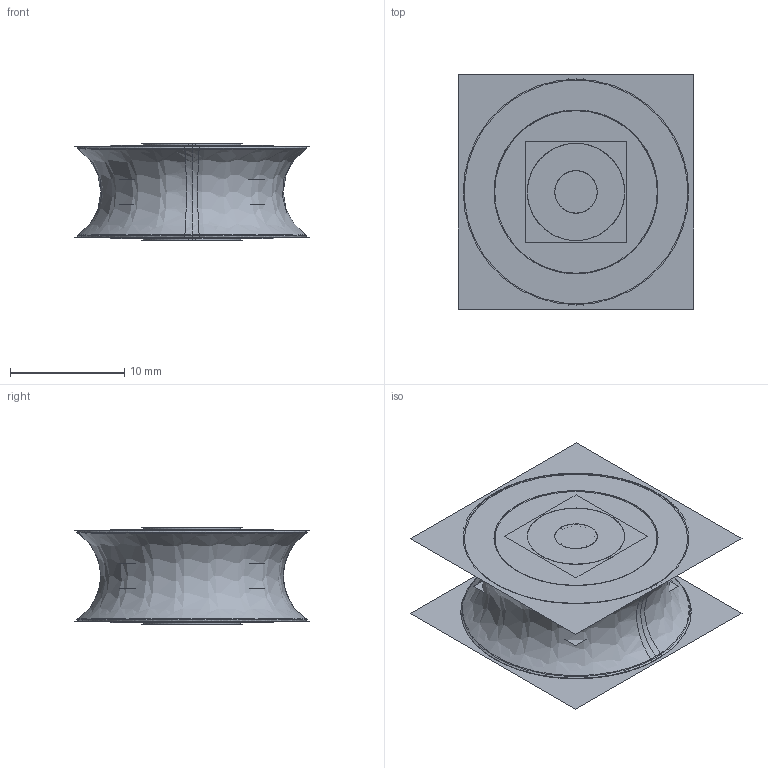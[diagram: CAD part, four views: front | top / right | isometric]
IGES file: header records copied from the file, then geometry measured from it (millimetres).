
Start section:  PTC IGES file: a2086-3_asm.igs
Global section: file name: a2086-3_asm.igs; native system: Creo Parametric by PTC Inc.; preprocessor: 2023072; author: Student; organization: Unknown; date: 20240222.124337; units: millimetre
Bounding box: 20.53 x 20.49 x 8.55 mm (x, y, z)
Surface area: 4905.3 mm2 (no closed solid volume)
Topology: 0 solids, 0 shells, 188 faces, 1876 edges, 2356 vertices
Faces by surface type: revolution 176, bspline 12
